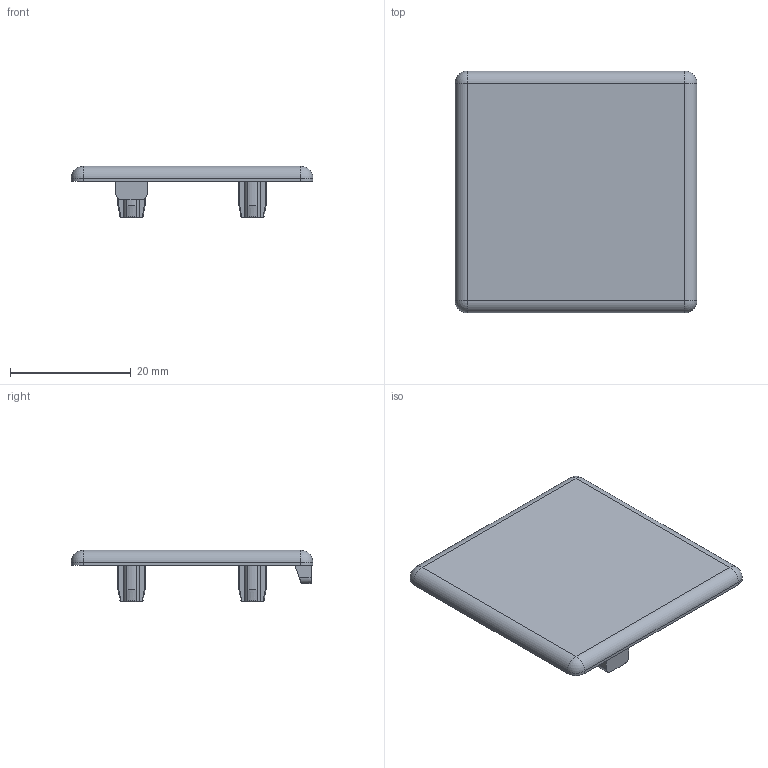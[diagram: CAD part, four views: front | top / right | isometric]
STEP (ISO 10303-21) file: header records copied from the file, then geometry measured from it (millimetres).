
FILE_DESCRIPTION(/* description */ ('Abdeckkappe 40x40'),/* implementation_level */ '2;1');
FILE_NAME(/* name */ '251005023 Abdeckkappe 40x40.stp',/* time_stamp */ '2020-08-27T15:29:07+02:00',/* author */ ('wheldmann'),/* organization */ (''),/* preprocessor_version */ 'ST-DEVELOPER v17.2',/* originating_system */ 'Autodesk Inventor 2019',/* authorisation */ ' ');
FILE_SCHEMA (('AUTOMOTIVE_DESIGN { 1 0 10303 214 3 1 1 }'));
Length unit declared in the file: millimetre
Products named in the file (1): 251005023
Bounding box: 40 x 40 x 8.5 mm (x, y, z)
Volume: 3064.4 mm3; surface area: 4056.1 mm2
Topology: 1 solids, 1 shells, 146 faces, 407 edges, 264 vertices
Faces by surface type: plane 60, cylinder 50, cone 16, torus 16, sphere 4
Entity records: 4900 total; most frequent: CARTESIAN_POINT 1166, ORIENTED_EDGE 806, DIRECTION 765, EDGE_CURVE 403, AXIS2_PLACEMENT_3D 279, VERTEX_POINT 264, LINE 207, VECTOR 207
